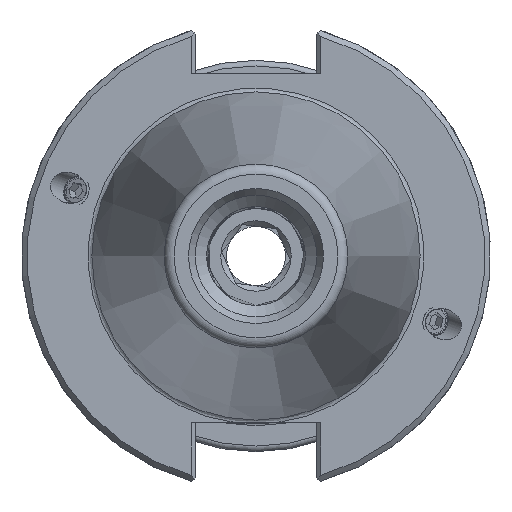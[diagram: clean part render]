
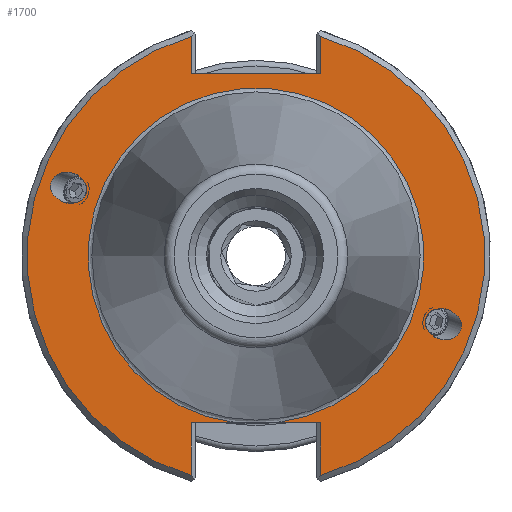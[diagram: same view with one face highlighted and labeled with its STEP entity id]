
A CAD part, left-side view. The second image highlights one B-rep face of the part: STEP entity #1700.
In plain terms, the highlighted planar face has unit normal (-1, 0, 0).
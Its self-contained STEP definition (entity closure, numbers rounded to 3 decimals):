
#118=CARTESIAN_POINT('',(3.175,-23.02,-8.379));
#119=VERTEX_POINT('',#118);
#120=CARTESIAN_POINT('',(3.175,-25.372,-9.235));
#121=DIRECTION('',(1.,0.0,0.0));
#122=DIRECTION('',(0.0,-0.94,-0.342));
#123=AXIS2_PLACEMENT_3D('',#120,#121,#122);
#124=ELLIPSE('',#123,2.503,2.05);
#125=EDGE_CURVE('',#119,#119,#124,.T.);
#342=CARTESIAN_POINT('',(3.175,23.02,8.379));
#343=VERTEX_POINT('',#342);
#344=CARTESIAN_POINT('',(3.175,25.372,9.235));
#345=DIRECTION('',(1.0,0.0,0.0));
#346=DIRECTION('',(0.0,0.94,0.342));
#347=AXIS2_PLACEMENT_3D('',#344,#345,#346);
#348=ELLIPSE('',#347,2.503,2.05);
#349=EDGE_CURVE('',#343,#343,#348,.T.);
#962=CARTESIAN_POINT('',(3.175,8.763,24.689));
#963=VERTEX_POINT('',#962);
#970=CARTESIAN_POINT('',(3.175,-8.763,24.689));
#971=VERTEX_POINT('',#970);
#972=CARTESIAN_POINT('',(3.175,8.763,24.689));
#973=DIRECTION('',(0.0,-1.0,0.0));
#974=VECTOR('',#973,17.526);
#975=LINE('',#972,#974);
#976=EDGE_CURVE('',#963,#971,#975,.T.);
#1570=CARTESIAN_POINT('',(3.175,-2.838,-22.555));
#1571=VERTEX_POINT('',#1570);
#1572=CARTESIAN_POINT('',(3.175,2.838,-22.555));
#1573=VERTEX_POINT('',#1572);
#1602=CARTESIAN_POINT('',(3.175,0.0,0.0));
#1603=DIRECTION('',(-1.0,0.0,0.0));
#1604=DIRECTION('',(0.0,-1.0,0.0));
#1605=AXIS2_PLACEMENT_3D('',#1602,#1603,#1604);
#1606=CIRCLE('',#1605,22.733);
#1607=EDGE_CURVE('',#1571,#1573,#1606,.T.);
#1623=CARTESIAN_POINT('',(3.175,26.987,0.0));
#1624=DIRECTION('',(-1.0,0.0,0.0));
#1625=DIRECTION('',(0.0,0.0,1.0));
#1626=AXIS2_PLACEMENT_3D('',#1623,#1624,#1625);
#1627=PLANE('',#1626);
#1628=ORIENTED_EDGE('',*,*,#1607,.F.);
#1629=CARTESIAN_POINT('',(3.175,-8.763,-22.555));
#1630=VERTEX_POINT('',#1629);
#1631=CARTESIAN_POINT('',(3.175,-8.763,-22.555));
#1632=DIRECTION('',(0.0,1.0,0.0));
#1633=VECTOR('',#1632,5.925);
#1634=LINE('',#1631,#1633);
#1635=EDGE_CURVE('',#1630,#1571,#1634,.T.);
#1636=ORIENTED_EDGE('',*,*,#1635,.F.);
#1637=CARTESIAN_POINT('',(3.175,-8.763,-29.723));
#1638=VERTEX_POINT('',#1637);
#1639=CARTESIAN_POINT('',(3.175,-8.763,-29.723));
#1640=DIRECTION('',(0.0,0.0,1.0));
#1641=VECTOR('',#1640,7.168);
#1642=LINE('',#1639,#1641);
#1643=EDGE_CURVE('',#1638,#1630,#1642,.T.);
#1644=ORIENTED_EDGE('',*,*,#1643,.F.);
#1645=CARTESIAN_POINT('',(3.175,-8.763,29.723));
#1646=VERTEX_POINT('',#1645);
#1647=CARTESIAN_POINT('',(3.175,0.0,0.0));
#1648=DIRECTION('',(1.0,0.0,0.0));
#1649=DIRECTION('',(0.0,-1.0,0.0));
#1650=AXIS2_PLACEMENT_3D('',#1647,#1648,#1649);
#1651=CIRCLE('',#1650,30.988);
#1652=EDGE_CURVE('',#1646,#1638,#1651,.T.);
#1653=ORIENTED_EDGE('',*,*,#1652,.F.);
#1654=CARTESIAN_POINT('',(3.175,-8.763,24.689));
#1655=DIRECTION('',(0.0,0.0,1.0));
#1656=VECTOR('',#1655,5.034);
#1657=LINE('',#1654,#1656);
#1658=EDGE_CURVE('',#971,#1646,#1657,.T.);
#1659=ORIENTED_EDGE('',*,*,#1658,.F.);
#1660=ORIENTED_EDGE('',*,*,#976,.F.);
#1661=CARTESIAN_POINT('',(3.175,8.763,29.723));
#1662=VERTEX_POINT('',#1661);
#1663=CARTESIAN_POINT('',(3.175,8.763,29.723));
#1664=DIRECTION('',(0.0,0.0,-1.0));
#1665=VECTOR('',#1664,5.034);
#1666=LINE('',#1663,#1665);
#1667=EDGE_CURVE('',#1662,#963,#1666,.T.);
#1668=ORIENTED_EDGE('',*,*,#1667,.F.);
#1669=CARTESIAN_POINT('',(3.175,8.763,-29.723));
#1670=VERTEX_POINT('',#1669);
#1671=CARTESIAN_POINT('',(3.175,0.0,0.0));
#1672=DIRECTION('',(1.0,0.0,0.0));
#1673=DIRECTION('',(0.0,1.0,0.0));
#1674=AXIS2_PLACEMENT_3D('',#1671,#1672,#1673);
#1675=CIRCLE('',#1674,30.988);
#1676=EDGE_CURVE('',#1670,#1662,#1675,.T.);
#1677=ORIENTED_EDGE('',*,*,#1676,.F.);
#1678=CARTESIAN_POINT('',(3.175,8.763,-22.555));
#1679=VERTEX_POINT('',#1678);
#1680=CARTESIAN_POINT('',(3.175,8.763,-22.555));
#1681=DIRECTION('',(0.0,0.0,-1.0));
#1682=VECTOR('',#1681,7.168);
#1683=LINE('',#1680,#1682);
#1684=EDGE_CURVE('',#1679,#1670,#1683,.T.);
#1685=ORIENTED_EDGE('',*,*,#1684,.F.);
#1686=CARTESIAN_POINT('',(3.175,2.838,-22.555));
#1687=DIRECTION('',(0.0,1.0,0.0));
#1688=VECTOR('',#1687,5.925);
#1689=LINE('',#1686,#1688);
#1690=EDGE_CURVE('',#1573,#1679,#1689,.T.);
#1691=ORIENTED_EDGE('',*,*,#1690,.F.);
#1692=EDGE_LOOP('',(#1628,#1636,#1644,#1653,#1659,#1660,#1668,#1677,#1685,#1691));
#1693=FACE_OUTER_BOUND('',#1692,.T.);
#1694=ORIENTED_EDGE('',*,*,#125,.T.);
#1695=EDGE_LOOP('',(#1694));
#1696=FACE_BOUND('',#1695,.T.);
#1697=ORIENTED_EDGE('',*,*,#349,.T.);
#1698=EDGE_LOOP('',(#1697));
#1699=FACE_BOUND('',#1698,.T.);
#1700=ADVANCED_FACE('',(#1693,#1696,#1699),#1627,.T.);
